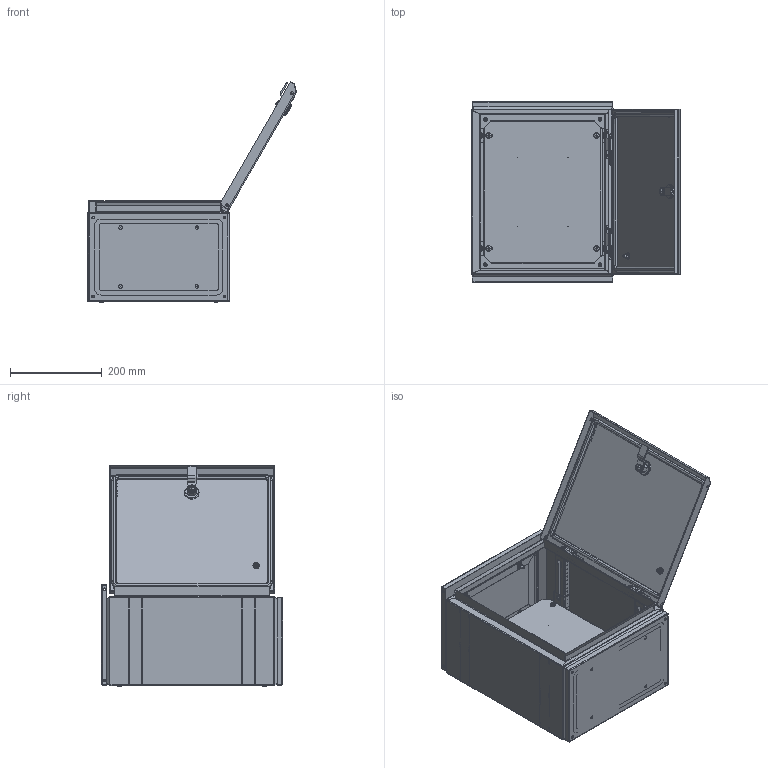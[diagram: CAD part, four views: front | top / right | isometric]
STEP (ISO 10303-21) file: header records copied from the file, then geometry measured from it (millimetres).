
FILE_DESCRIPTION (( 'STEP AP214' ), '1' );
FILE_NAME ('ÌÈ-938.00.00.000 ÙÌÏã-40.31.22 Ãðàíèò IP66 EKF PROxima_îòêðûòàÿ äâåðü_ìîíòàæêà.STEP', '2018-09-17T10:19:32', ( 'admin' ), ( '' ), 'SwSTEP 2.0', 'SolidWorks 2017', '' );
FILE_SCHEMA (( 'AUTOMOTIVE_DESIGN' ));
Length unit declared in the file: millimetre
Products named in the file (30): rivet 02_din_DIN 660-5x8-St-A-2; Íàâåñêà íà êîðïóñ ïîä êëåïêó; ÌÈ-938.06.00.001 Ïàíåëü ìîíòàæíàÿ; hex flange nut_din_Hexagon Flange Nut DIN 6923 - M6 - N; ÌÈ-938.01.00.000 Äâåðü â ñáîðå; 呧蜦 3D; Çàìîê áîëüøîé; pan head cross recess screw_din_DIN EN ISO 7045 - M6 x 16 - Z - 16N; Ïåòëÿ íà äâåðü ï-îáðàçíàÿ; Çàãëóøêà äëÿ îòâô6; ÓÊ íà äâåðü; ÌÈ-938.05.00.000 ÑÁ Êðûøêà âåðõíÿÿ; ﾌﾈ-938.01.00.001 ﾄ粢; ÌÈ-938.05.00.001 Êðûøêà âåðõíÿÿ; ÌÈ-938.02.00.000 Êîðïóñ â ñáîðå; split pin_din_DIN 94-4x56-C-St; ÌÈ-938.02.00.001 Ïåðåìû÷êà; Ãàéêà êóçîâíàÿ Ì6; ÌÈ-938.02.01.000 Ñòåíêà çàäíÿÿ â ñáîðå; ﾌﾈ-683.04.00.000 ﾍ瑜粱 ﾑﾁ; Øïèëüêà Ì6õ12; Çàêëåïêà ãàå÷íàÿ Ì6 UNI 9203; 昈-938.02.01.002 凎錪黟; ﾌﾈ-683.04.00.001 ﾍ瑜粱; ÌÈ-938.02.01.001 Ñòåíêà çàäíÿÿ; ÌÈ-938.03.00.000 ÑÁ Êðûøêà íèæíÿÿ; 邮 磬 牮牦; ÌÈ-938.00.00.000 ÙÌÏã-40.31.22 Ãðàíèò IP66 EKF PROxima_îòêðûòàÿ äâåðü_ìîíòàæêà; Øïèëüêà ïðèâàðíàÿ Ì6õ16 DIN 13918; ÌÈ-938.03.00.001 Êðûøêà íèæíÿÿ
Assembly tree (73 placements, depth 4):
  ÌÈ-938.00.00.000 ÙÌÏã-40.31.22 Ãðàíèò IP66 EKF PROxima_îòêðûòàÿ äâåðü_ìîíòàæêà
    ÌÈ-938.02.00.000 Êîðïóñ â ñáîðå
      ÌÈ-938.02.01.000 Ñòåíêà çàäíÿÿ â ñáîðå
        ÌÈ-938.02.01.001 Ñòåíêà çàäíÿÿ
        昈-938.02.01.002 凎錪黟  x4
        Øïèëüêà Ì6õ12
      ÌÈ-938.02.00.001 Ïåðåìû÷êà  x2
    ÌÈ-938.01.00.000 Äâåðü â ñáîðå
      ﾌﾈ-938.01.00.001 ﾄ粢
      ÓÊ íà äâåðü
      Øïèëüêà Ì6õ12
      Ïåòëÿ íà äâåðü ï-îáðàçíàÿ  x2
      Çàìîê áîëüøîé
      呧蜦 3D
    hex flange nut_din_Hexagon Flange Nut DIN 6923 - M6 - N  x10
    ÌÈ-938.06.00.001 Ïàíåëü ìîíòàæíàÿ
    Íàâåñêà íà êîðïóñ ïîä êëåïêó  x2
    rivet 02_din_DIN 660-5x8-St-A-2  x4
    ÌÈ-938.03.00.000 ÑÁ Êðûøêà íèæíÿÿ
      ÌÈ-938.03.00.001 Êðûøêà íèæíÿÿ
      Øïèëüêà ïðèâàðíàÿ Ì6õ16 DIN 13918  x4
      邮 磬 牮牦
    ﾌﾈ-683.04.00.000 ﾍ瑜粱 ﾑﾁ  x4
      ﾌﾈ-683.04.00.001 ﾍ瑜粱
      Çàêëåïêà ãàå÷íàÿ Ì6 UNI 9203
    Ãàéêà êóçîâíàÿ Ì6  x4
    split pin_din_DIN 94-4x56-C-St  x2
    ÌÈ-938.05.00.000 ÑÁ Êðûøêà âåðõíÿÿ
      ÌÈ-938.05.00.001 Êðûøêà âåðõíÿÿ
      邮 磬 牮牦
      Øïèëüêà ïðèâàðíàÿ Ì6õ16 DIN 13918  x4
    Çàãëóøêà äëÿ îòâô6  x4
    pan head cross recess screw_din_DIN EN ISO 7045 - M6 x 16 - Z - 16N  x8
Bounding box: 455.21 x 394.54 x 481.97 mm (x, y, z)
Volume: 1195940.1 mm3; surface area: 1737658.2 mm2
Topology: 77 solids, 82 shells, 2685 faces, 6369 edges, 3889 vertices
Faces by surface type: plane 1280, cylinder 910, cone 238, torus 120, bspline 113, sphere 24
Entity records: 42088 total; most frequent: CARTESIAN_POINT 8929, DIRECTION 6154, ORIENTED_EDGE 5936, EDGE_CURVE 2968, AXIS2_PLACEMENT_3D 2122, LINE 1910, VECTOR 1910, VERTEX_POINT 1823
